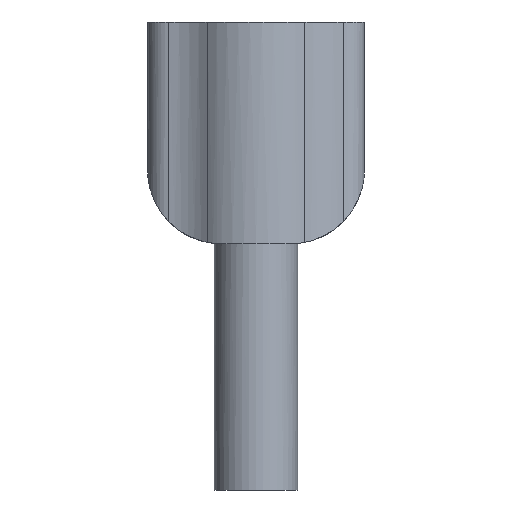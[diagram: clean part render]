
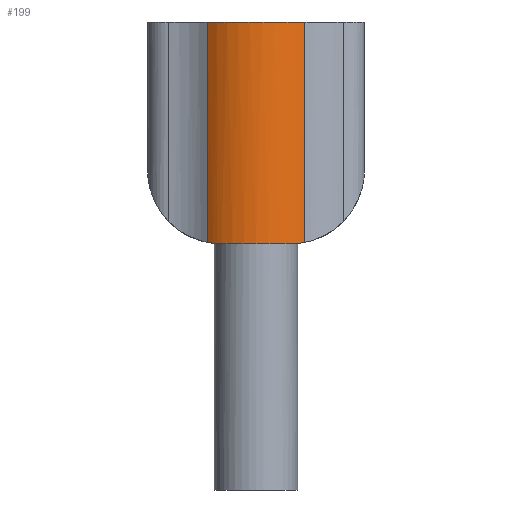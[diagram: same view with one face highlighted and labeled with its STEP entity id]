
A CAD part, front view. The second image highlights one B-rep face of the part: STEP entity #199.
In plain terms, the highlighted cylindrical face has radius 3.81 mm (diameter 7.62 mm), a partial arc.
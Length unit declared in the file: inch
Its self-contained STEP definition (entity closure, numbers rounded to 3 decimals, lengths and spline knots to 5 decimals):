
#107 = CARTESIAN_POINT ( 'NONE',  ( -0.08061, -0.12707, -0.45 ) ) ;
#199 = ADVANCED_FACE ( 'NONE', ( #1990 ), #2573, .T. ) ;
#316 = DIRECTION ( 'NONE',  ( 1., 0., 0. ) ) ;
#327 = VERTEX_POINT ( 'NONE', #739 ) ;
#339 = B_SPLINE_CURVE_WITH_KNOTS ( 'NONE', 3,
 ( #1821, #1212, #3222, #2951 ),
 .UNSPECIFIED., .F., .F.,
 ( 4, 4 ),
 ( 0., 0.0009 ),
 .UNSPECIFIED. ) ;
#364 = DIRECTION ( 'NONE',  ( 0., 0., -1. ) ) ;
#370 = CARTESIAN_POINT ( 'NONE',  ( 0., 0., -0.45 ) ) ;
#386 = AXIS2_PLACEMENT_3D ( 'NONE', #1513, #3516, #316 ) ;
#434 = VERTEX_POINT ( 'NONE', #1068 ) ;
#478 = VERTEX_POINT ( 'NONE', #2320 ) ;
#501 = VECTOR ( 'NONE', #364, 39.37008 ) ;
#573 = DIRECTION ( 'NONE',  ( 1., 0., 0. ) ) ;
#579 = ORIENTED_EDGE ( 'NONE', *, *, #1358, .T. ) ;
#615 = VECTOR ( 'NONE', #3610, 39.37008 ) ;
#663 = CARTESIAN_POINT ( 'NONE',  ( -0.07, -0.13266, -0.45 ) ) ;
#683 = CARTESIAN_POINT ( 'NONE',  ( 0.09922, -0.1125, -0.45 ) ) ;
#714 = ORIENTED_EDGE ( 'NONE', *, *, #3241, .T. ) ;
#739 = CARTESIAN_POINT ( 'NONE',  ( 0.09922, -0.1125, 0. ) ) ;
#878 = CIRCLE ( 'NONE', #386, 0.15 ) ;
#902 = EDGE_LOOP ( 'NONE', ( #1470, #579, #1468, #714, #1396, #2856 ) ) ;
#963 = DIRECTION ( 'NONE',  ( 0., 0., 1. ) ) ;
#1068 = CARTESIAN_POINT ( 'NONE',  ( -0.09922, -0.1125, 0. ) ) ;
#1135 = CARTESIAN_POINT ( 'NONE',  ( 0., 0., 0. ) ) ;
#1159 = VERTEX_POINT ( 'NONE', #3438 ) ;
#1172 = LINE ( 'NONE', #683, #615 ) ;
#1212 = CARTESIAN_POINT ( 'NONE',  ( 0.08061, -0.12707, -0.45 ) ) ;
#1255 = DIRECTION ( 'NONE',  ( 1., 0., 0. ) ) ;
#1358 = EDGE_CURVE ( 'NONE', #1839, #1486, #3612, .T. ) ;
#1396 = ORIENTED_EDGE ( 'NONE', *, *, #2885, .T. ) ;
#1468 = ORIENTED_EDGE ( 'NONE', *, *, #3128, .T. ) ;
#1470 = ORIENTED_EDGE ( 'NONE', *, *, #2221, .T. ) ;
#1486 = VERTEX_POINT ( 'NONE', #2450 ) ;
#1513 = CARTESIAN_POINT ( 'NONE',  ( 0., 0., -0.45 ) ) ;
#1709 = EDGE_CURVE ( 'NONE', #434, #327, #2317, .T. ) ;
#1821 = CARTESIAN_POINT ( 'NONE',  ( 0.07, -0.13266, -0.45 ) ) ;
#1839 = VERTEX_POINT ( 'NONE', #2050 ) ;
#1990 = FACE_OUTER_BOUND ( 'NONE', #902, .T. ) ;
#2050 = CARTESIAN_POINT ( 'NONE',  ( -0.09922, -0.1125, -0.44713 ) ) ;
#2140 = CARTESIAN_POINT ( 'NONE',  ( -0.09922, -0.1125, -0.45 ) ) ;
#2221 = EDGE_CURVE ( 'NONE', #434, #1839, #2920, .T. ) ;
#2317 = CIRCLE ( 'NONE', #3528, 0.15 ) ;
#2320 = CARTESIAN_POINT ( 'NONE',  ( 0.09922, -0.1125, -0.44713 ) ) ;
#2392 = CARTESIAN_POINT ( 'NONE',  ( -0.09033, -0.12034, -0.44889 ) ) ;
#2450 = CARTESIAN_POINT ( 'NONE',  ( -0.07, -0.13266, -0.45 ) ) ;
#2573 = CYLINDRICAL_SURFACE ( 'NONE', #3636, 0.15 ) ;
#2856 = ORIENTED_EDGE ( 'NONE', *, *, #1709, .F. ) ;
#2885 = EDGE_CURVE ( 'NONE', #478, #327, #1172, .T. ) ;
#2898 = DIRECTION ( 'NONE',  ( 0., 0., 1. ) ) ;
#2920 = LINE ( 'NONE', #2140, #501 ) ;
#2951 = CARTESIAN_POINT ( 'NONE',  ( 0.09922, -0.1125, -0.44713 ) ) ;
#3128 = EDGE_CURVE ( 'NONE', #1486, #1159, #878, .T. ) ;
#3222 = CARTESIAN_POINT ( 'NONE',  ( 0.09033, -0.12034, -0.44889 ) ) ;
#3241 = EDGE_CURVE ( 'NONE', #1159, #478, #339, .T. ) ;
#3438 = CARTESIAN_POINT ( 'NONE',  ( 0.07, -0.13266, -0.45 ) ) ;
#3515 = CARTESIAN_POINT ( 'NONE',  ( -0.09922, -0.1125, -0.44713 ) ) ;
#3516 = DIRECTION ( 'NONE',  ( 0., 0., 1. ) ) ;
#3528 = AXIS2_PLACEMENT_3D ( 'NONE', #1135, #2898, #573 ) ;
#3610 = DIRECTION ( 'NONE',  ( 0., 0., 1. ) ) ;
#3612 = B_SPLINE_CURVE_WITH_KNOTS ( 'NONE', 3,
 ( #3515, #2392, #107, #663 ),
 .UNSPECIFIED., .F., .F.,
 ( 4, 4 ),
 ( 0., 0.0009 ),
 .UNSPECIFIED. ) ;
#3636 = AXIS2_PLACEMENT_3D ( 'NONE', #370, #963, #1255 ) ;
